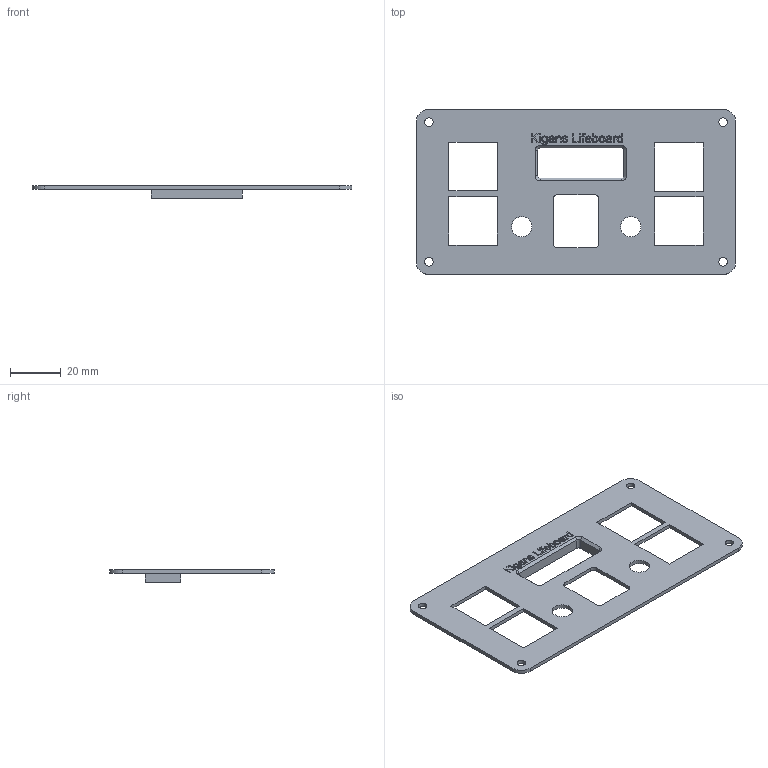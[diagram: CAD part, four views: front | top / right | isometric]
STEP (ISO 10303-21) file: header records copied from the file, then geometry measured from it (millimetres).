
FILE_DESCRIPTION(/* description */ (''),/* implementation_level */ '2;1');
FILE_NAME(/* name */ 'Lifeboard_top.step',/* time_stamp */ '2025-12-07T16:12:30-05:00',/* author */ (''),/* organization */ (''),/* preprocessor_version */ 'ST-DEVELOPER v20.1',/* originating_system */ 'Autodesk Translation Framework v14.21.0.0',/* authorisation */ '');
FILE_SCHEMA (('AUTOMOTIVE_DESIGN { 1 0 10303 214 3 1 1 }'));
Length unit declared in the file: millimetre
Products named in the file (1): Lifeboard_top
Bounding box: 125.78 x 64.92 x 5 mm (x, y, z)
Volume: 8939.4 mm3; surface area: 13677 mm2
Topology: 1 solids, 1 shells, 389 faces, 1078 edges, 716 vertices
Faces by surface type: bspline 213, plane 152, cylinder 20, cone 4
Full cylindrical faces by diameter (mm): 3.4 x4, 8 x2
Entity records: 14837 total; most frequent: CARTESIAN_POINT 6217, ORIENTED_EDGE 2156, EDGE_CURVE 1078, DIRECTION 1050, VERTEX_POINT 716, LINE 608, VECTOR 608, EDGE_LOOP 438
